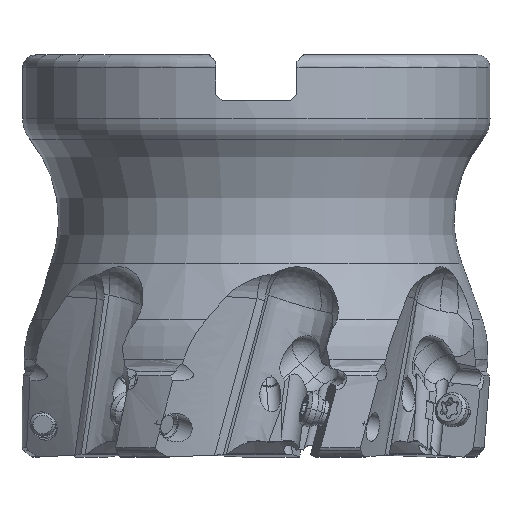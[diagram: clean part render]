
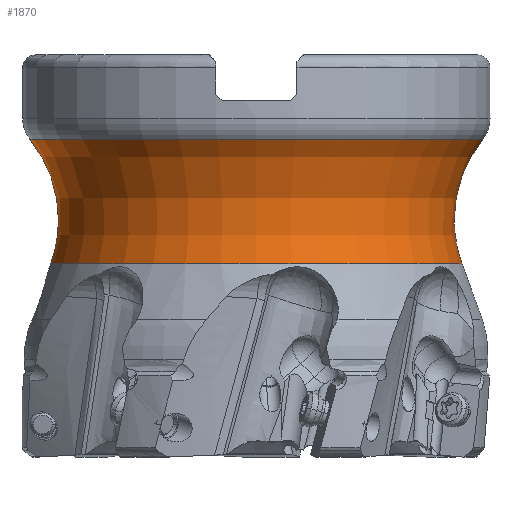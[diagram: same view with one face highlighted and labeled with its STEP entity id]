
A CAD part, front view. The second image highlights one B-rep face of the part: STEP entity #1870.
In plain terms, the highlighted toroidal (fillet/blend) face has major radius 50.915 mm and minor radius 20 mm.
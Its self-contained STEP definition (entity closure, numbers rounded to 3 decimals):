
#733=TOROIDAL_SURFACE('',#13073,50.915,20.);
#1870=ADVANCED_FACE('',(#2622),#733,.F.);
#2622=FACE_OUTER_BOUND('',#3283,.T.);
#3283=EDGE_LOOP('',(#6854,#6855,#6856,#6857,#6858,#6859));
#6854=ORIENTED_EDGE('',*,*,#10707,.T.);
#6855=ORIENTED_EDGE('',*,*,#10706,.T.);
#6856=ORIENTED_EDGE('',*,*,#9726,.T.);
#6857=ORIENTED_EDGE('',*,*,#10710,.T.);
#6858=ORIENTED_EDGE('',*,*,#10709,.T.);
#6859=ORIENTED_EDGE('',*,*,#10711,.T.);
#8336=VERTEX_POINT('',#19773);
#8337=VERTEX_POINT('',#19775);
#8997=VERTEX_POINT('',#32820);
#8998=VERTEX_POINT('',#32822);
#8999=VERTEX_POINT('',#32824);
#9000=VERTEX_POINT('',#32826);
#9726=EDGE_CURVE('',#8337,#8336,#11400,.T.);
#10706=EDGE_CURVE('',#8997,#8337,#11618,.T.);
#10707=EDGE_CURVE('',#8998,#8997,#11619,.T.);
#10709=EDGE_CURVE('',#9000,#8999,#11621,.T.);
#10710=EDGE_CURVE('',#8336,#9000,#11622,.T.);
#10711=EDGE_CURVE('',#8999,#8998,#11623,.T.);
#11400=CIRCLE('',#12492,32.121);
#11618=CIRCLE('',#13066,20.);
#11619=CIRCLE('',#13067,20.);
#11621=CIRCLE('',#13069,20.);
#11622=CIRCLE('',#13070,20.);
#11623=CIRCLE('',#13072,35.383);
#12492=AXIS2_PLACEMENT_3D('',#19774,#14291,#14292);
#13066=AXIS2_PLACEMENT_3D('',#32819,#15576,#15577);
#13067=AXIS2_PLACEMENT_3D('',#32821,#15578,#15579);
#13069=AXIS2_PLACEMENT_3D('',#32825,#15582,#15583);
#13070=AXIS2_PLACEMENT_3D('',#32827,#15584,#15585);
#13072=AXIS2_PLACEMENT_3D('',#32829,#15588,#15589);
#13073=AXIS2_PLACEMENT_3D('',#32830,#15590,#15591);
#14291=DIRECTION('',(0.,0.,1.));
#14292=DIRECTION('',(-1.,0.,0.));
#15576=DIRECTION('',(0.,1.,0.));
#15577=DIRECTION('',(1.,0.,0.));
#15578=DIRECTION('',(0.,1.,0.));
#15579=DIRECTION('',(0.777,0.,0.63));
#15582=DIRECTION('',(0.,1.,0.));
#15583=DIRECTION('',(-1.,0.,0.));
#15584=DIRECTION('',(0.,1.,0.));
#15585=DIRECTION('',(-0.94,0.,-0.342));
#15588=DIRECTION('',(0.,0.,-1.));
#15589=DIRECTION('',(1.,0.,0.));
#15590=DIRECTION('',(0.,0.,-1.));
#15591=DIRECTION('',(1.,0.,0.));
#19773=CARTESIAN_POINT('',(32.121,0.,-32.59));
#19774=CARTESIAN_POINT('',(0.,0.,-32.59));
#19775=CARTESIAN_POINT('',(-32.121,0.,-32.59));
#32819=CARTESIAN_POINT('',(-50.915,0.,-25.75));
#32820=CARTESIAN_POINT('',(-30.915,0.,-25.75));
#32821=CARTESIAN_POINT('',(-50.915,0.,-25.75));
#32822=CARTESIAN_POINT('',(-35.383,0.,-13.15));
#32824=CARTESIAN_POINT('',(35.383,0.,-13.15));
#32825=CARTESIAN_POINT('',(50.915,0.,-25.75));
#32826=CARTESIAN_POINT('',(30.915,0.,-25.75));
#32827=CARTESIAN_POINT('',(50.915,0.,-25.75));
#32829=CARTESIAN_POINT('',(0.,0.,-13.15));
#32830=CARTESIAN_POINT('',(0.,0.,-25.75));
